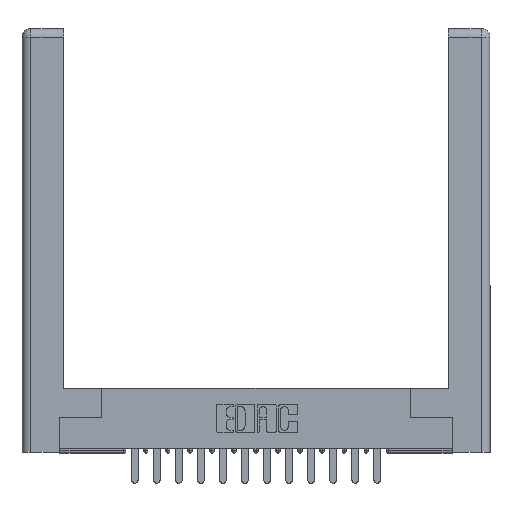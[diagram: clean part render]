
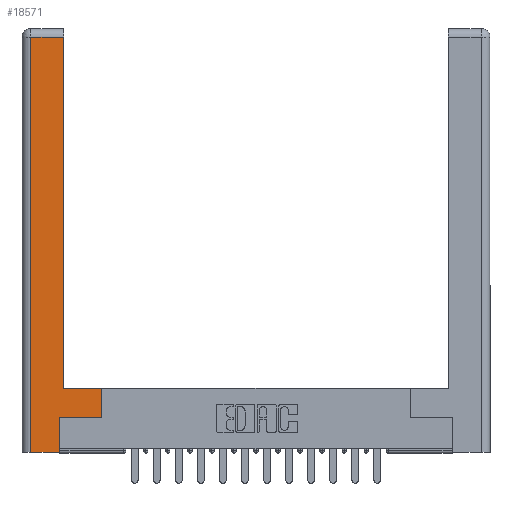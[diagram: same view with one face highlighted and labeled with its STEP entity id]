
A CAD part, top view. The second image highlights one B-rep face of the part: STEP entity #18571.
In plain terms, the highlighted planar face has unit normal (0, 0, 1).
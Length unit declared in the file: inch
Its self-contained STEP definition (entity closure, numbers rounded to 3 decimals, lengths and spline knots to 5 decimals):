
#298 = CARTESIAN_POINT ( 'NONE',  ( 0.265, 0.245, 0. ) ) ;
#382 = ORIENTED_EDGE ( 'NONE', *, *, #18957, .T. ) ;
#467 = VECTOR ( 'NONE', #15057, 39.37008 ) ;
#587 = CARTESIAN_POINT ( 'NONE',  ( 0.0615, 2.94, 0. ) ) ;
#895 = DIRECTION ( 'NONE',  ( -1., 0., 0. ) ) ;
#1309 = CARTESIAN_POINT ( 'NONE',  ( 0.0615, 0., 0. ) ) ;
#1369 = EDGE_CURVE ( 'NONE', #5631, #8249, #4873, .T. ) ;
#1952 = VECTOR ( 'NONE', #9468, 39.37008 ) ;
#2175 = EDGE_CURVE ( 'NONE', #8249, #3737, #11579, .T. ) ;
#2563 = CARTESIAN_POINT ( 'NONE',  ( 0.265, 0., 0. ) ) ;
#2797 = VECTOR ( 'NONE', #8662, 39.37008 ) ;
#3456 = DIRECTION ( 'NONE',  ( 0., 0., -1. ) ) ;
#3642 = EDGE_CURVE ( 'NONE', #10466, #8131, #13853, .T. ) ;
#3737 = VERTEX_POINT ( 'NONE', #587 ) ;
#3940 = EDGE_CURVE ( 'NONE', #3737, #16804, #4992, .T. ) ;
#4050 = LINE ( 'NONE', #11262, #17502 ) ;
#4190 = LINE ( 'NONE', #18962, #2797 ) ;
#4546 = EDGE_CURVE ( 'NONE', #16804, #10466, #10807, .T. ) ;
#4873 = LINE ( 'NONE', #16084, #12326 ) ;
#4935 = DIRECTION ( 'NONE',  ( -1., 0., 0. ) ) ;
#4992 = LINE ( 'NONE', #1309, #11733 ) ;
#5631 = VERTEX_POINT ( 'NONE', #5737 ) ;
#5737 = CARTESIAN_POINT ( 'NONE',  ( 0.295, 0.45, 0. ) ) ;
#6551 = CARTESIAN_POINT ( 'NONE',  ( 0., 0., 0. ) ) ;
#7072 = CARTESIAN_POINT ( 'NONE',  ( 0.565, 0.45, 0. ) ) ;
#7205 = DIRECTION ( 'NONE',  ( 0., 1., 0. ) ) ;
#7488 = EDGE_CURVE ( 'NONE', #8131, #18386, #8237, .T. ) ;
#8072 = CARTESIAN_POINT ( 'NONE',  ( 0.265, 0., 0. ) ) ;
#8131 = VERTEX_POINT ( 'NONE', #298 ) ;
#8237 = LINE ( 'NONE', #11840, #18892 ) ;
#8249 = VERTEX_POINT ( 'NONE', #18217 ) ;
#8293 = CARTESIAN_POINT ( 'NONE',  ( 0.265, 0.245, 0. ) ) ;
#8390 = ORIENTED_EDGE ( 'NONE', *, *, #7488, .T. ) ;
#8662 = DIRECTION ( 'NONE',  ( 0., 1., 0. ) ) ;
#9138 = CARTESIAN_POINT ( 'NONE',  ( 0.0615, 2.94, 0. ) ) ;
#9468 = DIRECTION ( 'NONE',  ( 1., 0., 0. ) ) ;
#9634 = EDGE_CURVE ( 'NONE', #18386, #19161, #4190, .T. ) ;
#10383 = ORIENTED_EDGE ( 'NONE', *, *, #2175, .T. ) ;
#10466 = VERTEX_POINT ( 'NONE', #2563 ) ;
#10577 = PLANE ( 'NONE',  #15069 ) ;
#10583 = CARTESIAN_POINT ( 'NONE',  ( 0.0615, 0., 0. ) ) ;
#10807 = LINE ( 'NONE', #8072, #1952 ) ;
#11262 = CARTESIAN_POINT ( 'NONE',  ( 0.295, 0.45, 0. ) ) ;
#11579 = LINE ( 'NONE', #9138, #467 ) ;
#11733 = VECTOR ( 'NONE', #14643, 39.37008 ) ;
#11840 = CARTESIAN_POINT ( 'NONE',  ( 0.565, 0.245, 0. ) ) ;
#12326 = VECTOR ( 'NONE', #7205, 39.37008 ) ;
#12476 = FACE_OUTER_BOUND ( 'NONE', #14756, .T. ) ;
#12616 = ORIENTED_EDGE ( 'NONE', *, *, #3940, .T. ) ;
#13077 = ORIENTED_EDGE ( 'NONE', *, *, #3642, .T. ) ;
#13200 = DIRECTION ( 'NONE',  ( 1., 0., 0. ) ) ;
#13579 = ORIENTED_EDGE ( 'NONE', *, *, #9634, .T. ) ;
#13853 = LINE ( 'NONE', #8293, #14964 ) ;
#14643 = DIRECTION ( 'NONE',  ( 0., -1., 0. ) ) ;
#14756 = EDGE_LOOP ( 'NONE', ( #17238, #10383, #12616, #18796, #13077, #8390, #13579, #382 ) ) ;
#14964 = VECTOR ( 'NONE', #18661, 39.37008 ) ;
#15057 = DIRECTION ( 'NONE',  ( -1., 0., 0. ) ) ;
#15069 = AXIS2_PLACEMENT_3D ( 'NONE', #6551, #3456, #4935 ) ;
#16084 = CARTESIAN_POINT ( 'NONE',  ( 0.295, 3., 0. ) ) ;
#16804 = VERTEX_POINT ( 'NONE', #10583 ) ;
#17152 = CARTESIAN_POINT ( 'NONE',  ( 0.565, 0.245, 0. ) ) ;
#17238 = ORIENTED_EDGE ( 'NONE', *, *, #1369, .T. ) ;
#17502 = VECTOR ( 'NONE', #895, 39.37008 ) ;
#18217 = CARTESIAN_POINT ( 'NONE',  ( 0.295, 2.94, 0. ) ) ;
#18386 = VERTEX_POINT ( 'NONE', #17152 ) ;
#18571 = ADVANCED_FACE ( 'NONE', ( #12476 ), #10577, .F. ) ;
#18661 = DIRECTION ( 'NONE',  ( 0., 1., 0. ) ) ;
#18796 = ORIENTED_EDGE ( 'NONE', *, *, #4546, .T. ) ;
#18892 = VECTOR ( 'NONE', #13200, 39.37008 ) ;
#18957 = EDGE_CURVE ( 'NONE', #19161, #5631, #4050, .T. ) ;
#18962 = CARTESIAN_POINT ( 'NONE',  ( 0.565, 0.45, 0. ) ) ;
#19161 = VERTEX_POINT ( 'NONE', #7072 ) ;
